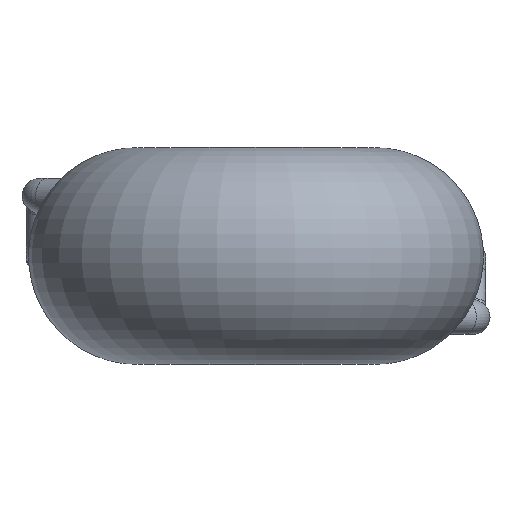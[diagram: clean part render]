
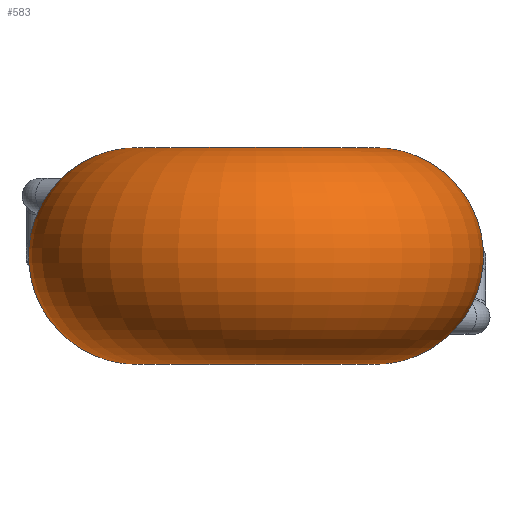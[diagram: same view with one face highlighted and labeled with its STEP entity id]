
A CAD part, top view. The second image highlights one B-rep face of the part: STEP entity #583.
In plain terms, the highlighted toroidal (fillet/blend) face has major radius 2.75 mm and minor radius 2.5 mm.
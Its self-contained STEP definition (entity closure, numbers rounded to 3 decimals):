
#451=CARTESIAN_POINT('',(3.888,0.477,-3.497));
#452=VERTEX_POINT('',#451);
#484=CARTESIAN_POINT('',(3.888,0.478,-3.497));
#485=CARTESIAN_POINT('',(3.984,0.476,-3.389));
#486=CARTESIAN_POINT('',(4.161,0.407,-3.162));
#487=CARTESIAN_POINT('',(4.31,0.145,-2.859));
#488=CARTESIAN_POINT('',(4.304,-0.201,-2.645));
#489=CARTESIAN_POINT('',(4.155,-0.551,-2.532));
#490=CARTESIAN_POINT('',(3.893,-0.852,-2.523));
#491=CARTESIAN_POINT('',(3.555,-1.075,-2.617));
#492=CARTESIAN_POINT('',(3.189,-1.169,-2.883));
#493=CARTESIAN_POINT('',(3.012,-1.081,-3.213));
#494=CARTESIAN_POINT('',(2.949,-0.951,-3.448));
#495=CARTESIAN_POINT('',(2.924,-0.788,-3.664));
#496=CARTESIAN_POINT('',(2.961,-0.486,-3.922));
#497=CARTESIAN_POINT('',(3.109,-0.12,-4.025));
#498=CARTESIAN_POINT('',(3.343,0.205,-3.962));
#499=CARTESIAN_POINT('',(3.583,0.418,-3.807));
#500=CARTESIAN_POINT('',(3.791,0.479,-3.604));
#501=CARTESIAN_POINT('',(3.888,0.478,-3.497));
#502=B_SPLINE_CURVE_WITH_KNOTS('',3,(#484,#485,#486,#487,#488,#489,#490,#491,#492,#493,#494,#495,#496,#497,#498,#499,#500,#501),.UNSPECIFIED.,.T.,.U.,(4,1,1,1,1,1,1,1,1,1,1,1,1,1,1,4),(0.0,0.02,0.041,0.061,0.082,0.102,0.122,0.143,0.163,0.173,0.184,0.204,0.235,0.245,0.265,0.286),.UNSPECIFIED.);
#503=EDGE_CURVE('',#452,#452,#502,.T.);
#528=CARTESIAN_POINT('',(0.,0.8,0.));
#529=DIRECTION('',(0.,-1.0,0.));
#530=DIRECTION('',(0.0,0.0,1.0));
#531=AXIS2_PLACEMENT_3D('',#528,#529,#530);
#532=TOROIDAL_SURFACE('',#531,2.75,2.5);
#533=CARTESIAN_POINT('',(0.,3.3,2.75));
#534=VERTEX_POINT('',#533);
#535=CARTESIAN_POINT('',(0.,3.3,0.));
#536=DIRECTION('',(0.0,-1.0,0.0));
#537=DIRECTION('',(0.0,0.0,-1.0));
#538=AXIS2_PLACEMENT_3D('',#535,#536,#537);
#539=CIRCLE('',#538,2.75);
#540=EDGE_CURVE('',#534,#534,#539,.T.);
#541=ORIENTED_EDGE('',*,*,#540,.T.);
#542=EDGE_LOOP('',(#541));
#543=FACE_OUTER_BOUND('',#542,.T.);
#544=CARTESIAN_POINT('',(0.,-1.7,2.75));
#545=VERTEX_POINT('',#544);
#546=CARTESIAN_POINT('',(0.,-1.7,0.));
#547=DIRECTION('',(0.0,1.0,0.0));
#548=DIRECTION('',(0.0,0.0,-1.0));
#549=AXIS2_PLACEMENT_3D('',#546,#547,#548);
#550=CIRCLE('',#549,2.75);
#551=EDGE_CURVE('',#545,#545,#550,.T.);
#552=ORIENTED_EDGE('',*,*,#551,.T.);
#553=EDGE_LOOP('',(#552));
#554=FACE_BOUND('',#553,.T.);
#555=CARTESIAN_POINT('',(-3.888,1.123,-3.497));
#556=VERTEX_POINT('',#555);
#557=CARTESIAN_POINT('',(-3.888,1.122,-3.497));
#558=CARTESIAN_POINT('',(-3.984,1.124,-3.389));
#559=CARTESIAN_POINT('',(-4.161,1.193,-3.162));
#560=CARTESIAN_POINT('',(-4.31,1.455,-2.859));
#561=CARTESIAN_POINT('',(-4.304,1.801,-2.645));
#562=CARTESIAN_POINT('',(-4.155,2.151,-2.532));
#563=CARTESIAN_POINT('',(-3.893,2.452,-2.523));
#564=CARTESIAN_POINT('',(-3.555,2.675,-2.617));
#565=CARTESIAN_POINT('',(-3.189,2.769,-2.883));
#566=CARTESIAN_POINT('',(-3.011,2.681,-3.213));
#567=CARTESIAN_POINT('',(-2.949,2.551,-3.448));
#568=CARTESIAN_POINT('',(-2.924,2.388,-3.664));
#569=CARTESIAN_POINT('',(-2.961,2.086,-3.922));
#570=CARTESIAN_POINT('',(-3.109,1.72,-4.025));
#571=CARTESIAN_POINT('',(-3.343,1.395,-3.962));
#572=CARTESIAN_POINT('',(-3.583,1.182,-3.807));
#573=CARTESIAN_POINT('',(-3.791,1.121,-3.604));
#574=CARTESIAN_POINT('',(-3.888,1.122,-3.497));
#575=B_SPLINE_CURVE_WITH_KNOTS('',3,(#557,#558,#559,#560,#561,#562,#563,#564,#565,#566,#567,#568,#569,#570,#571,#572,#573,#574),.UNSPECIFIED.,.T.,.U.,(4,1,1,1,1,1,1,1,1,1,1,1,1,1,1,4),(0.0,0.02,0.041,0.061,0.082,0.102,0.122,0.143,0.163,0.173,0.184,0.204,0.235,0.245,0.265,0.286),.UNSPECIFIED.);
#576=EDGE_CURVE('',#556,#556,#575,.T.);
#577=ORIENTED_EDGE('',*,*,#576,.F.);
#578=EDGE_LOOP('',(#577));
#579=FACE_BOUND('',#578,.T.);
#580=ORIENTED_EDGE('',*,*,#503,.F.);
#581=EDGE_LOOP('',(#580));
#582=FACE_BOUND('',#581,.T.);
#583=ADVANCED_FACE('',(#543,#554,#579,#582),#532,.T.);
